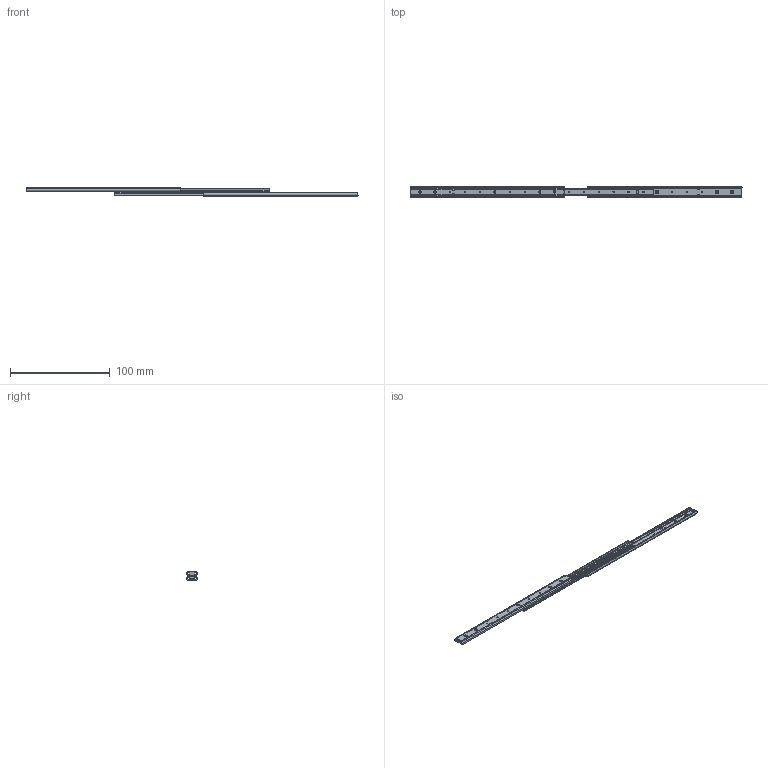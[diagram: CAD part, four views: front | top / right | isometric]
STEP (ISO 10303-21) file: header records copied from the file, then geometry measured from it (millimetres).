
FILE_DESCRIPTION (( 'STEP AP203' ), '1' );
FILE_NAME ('K-1372-16.STEP', '2022-05-06T04:49:14', ( '' ), ( '' ), 'SwSTEP 2.0', 'SolidWorks 2021', '' );
FILE_SCHEMA (( 'CONFIG_CONTROL_DESIGN' ));
Length unit declared in the file: millimetre
Products named in the file (4): K-1372-16_inner member assy_; K-1372-16; K-1372-16_inner member_; K-1372-16_outer member_
Assembly tree (5 placements, depth 3):
  K-1372-16
    K-1372-16_inner member assy_
      K-1372-16_inner member_  x2
    K-1372-16_outer member_  x2
Bounding box: 333 x 10.59 x 10 mm (x, y, z)
Volume: 4401.4 mm3; surface area: 18410 mm2
Topology: 4 solids, 4 shells, 476 faces, 1392 edges, 912 vertices
Faces by surface type: cylinder 286, plane 158, bspline 32
Entity records: 8966 total; most frequent: CARTESIAN_POINT 2220, ORIENTED_EDGE 1392, DIRECTION 1252, EDGE_CURVE 696, AXIS2_PLACEMENT_3D 463, VERTEX_POINT 456, LINE 326, VECTOR 326
